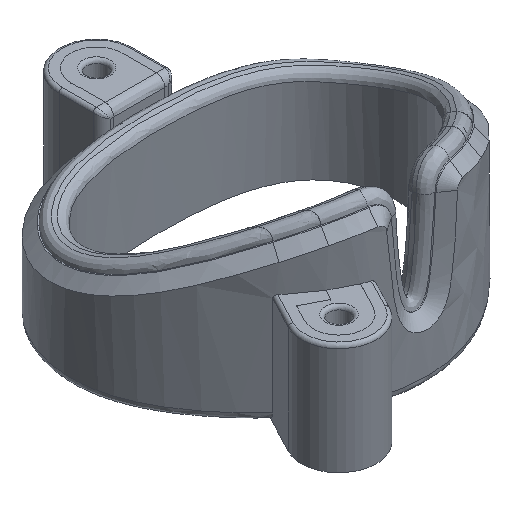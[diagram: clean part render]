
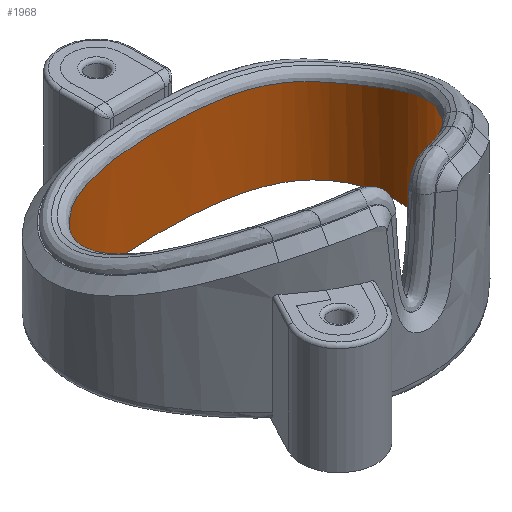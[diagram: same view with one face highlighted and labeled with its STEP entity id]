
A CAD part, isometric view. The second image highlights one B-rep face of the part: STEP entity #1968.
In plain terms, the highlighted free-form (B-spline) face has degree [3, 1] with [19, 2] control points.
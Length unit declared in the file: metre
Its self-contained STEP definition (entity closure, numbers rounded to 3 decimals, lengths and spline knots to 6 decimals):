
#246=B_SPLINE_CURVE_WITH_KNOTS('',3,(#4893,#4894,#4895,#4896,#4897,#4898,
#4899,#4900,#4901,#4902,#4903,#4904,#4905,#4906,#4907,#4908,#4909,#4910,
#4911,#4912,#4913,#4914,#4915,#4916,#4917,#4918,#4919),.UNSPECIFIED.,.F.,
 .F.,(4,1,1,1,1,1,1,1,1,1,1,1,1,1,1,1,1,1,1,1,1,1,1,1,4),(0.,0.004525,
0.006788,0.00905,0.011313,0.013575,
0.015838,0.018101,0.020363,0.022626,
0.024888,0.027151,0.031676,0.036201,
0.040726,0.045252,0.047514,0.049777,
0.052039,0.054302,0.056564,0.058827,
0.063352,0.067877,0.072402),.UNSPECIFIED.);
#247=B_SPLINE_CURVE_WITH_KNOTS('',3,(#4923,#4924,#4925,#4926,#4927,#4928,
#4929,#4930,#4931,#4932,#4933,#4934,#4935),.UNSPECIFIED.,.T.,.F.,(1,3,1,
1,1,1,1,1,1,1,1,3,1),(-0.121596,0.,0.121596,0.217986,
0.314376,0.413244,0.5,0.586756,0.685624,
0.782014,0.878404,1.,1.121596),.UNSPECIFIED.);
#690=ORIENTED_EDGE('',*,*,#1097,.F.);
#691=ORIENTED_EDGE('',*,*,#1098,.T.);
#692=ORIENTED_EDGE('',*,*,#1099,.T.);
#693=ORIENTED_EDGE('',*,*,#1100,.F.);
#1097=EDGE_CURVE('',#1322,#1323,#1459,.T.);
#1098=EDGE_CURVE('',#1322,#1324,#246,.T.);
#1099=EDGE_CURVE('',#1324,#1325,#1460,.T.);
#1100=EDGE_CURVE('',#1323,#1325,#247,.T.);
#1322=VERTEX_POINT('',#4891);
#1323=VERTEX_POINT('',#4892);
#1324=VERTEX_POINT('',#4920);
#1325=VERTEX_POINT('',#4922);
#1459=LINE('',#4890,#1565);
#1460=LINE('',#4921,#1566);
#1565=VECTOR('',#2388,1.);
#1566=VECTOR('',#2389,1.);
#1676=EDGE_LOOP('',(#690,#691,#692,#693));
#1805=FACE_BOUND('',#1676,.T.);
#1884=B_SPLINE_SURFACE_WITH_KNOTS('',3,1,((#4852,#4853),(#4854,#4855),(#4856,
#4857),(#4858,#4859),(#4860,#4861),(#4862,#4863),(#4864,#4865),(#4866,#4867),
(#4868,#4869),(#4870,#4871),(#4872,#4873),(#4874,#4875),(#4876,#4877),(#4878,
#4879),(#4880,#4881),(#4882,#4883),(#4884,#4885),(#4886,#4887),(#4888,#4889)),
 .SURF_OF_LINEAR_EXTRUSION.,.F.,.F.,.F.,(4,1,1,1,1,1,1,1,1,1,1,1,1,1,1,
1,4),(2,2),(0.654543,0.697726,0.740908,0.78409,
0.827272,0.870454,0.913636,0.956818,
1.,1.043182,1.086364,1.129546,1.172728,
1.21591,1.259092,1.302274,1.345457),(0.,
1.),.UNSPECIFIED.);
#1968=ADVANCED_FACE('',(#1805),#1884,.T.);
#2388=DIRECTION('',(0.,0.,-1.));
#2389=DIRECTION('',(0.,0.,-1.));
#4852=CARTESIAN_POINT('',(0.01171,-0.005789,0.016419));
#4853=CARTESIAN_POINT('',(0.01171,-0.005789,0.));
#4854=CARTESIAN_POINT('',(0.012657,-0.004778,0.016419));
#4855=CARTESIAN_POINT('',(0.012657,-0.004778,0.));
#4856=CARTESIAN_POINT('',(0.014428,-0.002604,0.016419));
#4857=CARTESIAN_POINT('',(0.014428,-0.002604,0.));
#4858=CARTESIAN_POINT('',(0.01647,0.000907,0.016419));
#4859=CARTESIAN_POINT('',(0.01647,0.000907,0.));
#4860=CARTESIAN_POINT('',(0.017391,0.004714,0.016419));
#4861=CARTESIAN_POINT('',(0.017391,0.004714,0.));
#4862=CARTESIAN_POINT('',(0.016733,0.008788,0.016419));
#4863=CARTESIAN_POINT('',(0.016733,0.008788,0.));
#4864=CARTESIAN_POINT('',(0.014503,0.012355,0.016419));
#4865=CARTESIAN_POINT('',(0.014503,0.012355,0.));
#4866=CARTESIAN_POINT('',(0.01063,0.014546,0.016419));
#4867=CARTESIAN_POINT('',(0.01063,0.014546,0.));
#4868=CARTESIAN_POINT('',(0.005598,0.01555,0.016419));
#4869=CARTESIAN_POINT('',(0.005598,0.01555,0.));
#4870=CARTESIAN_POINT('',(0.,0.01577,0.016419));
#4871=CARTESIAN_POINT('',(0.,0.01577,0.));
#4872=CARTESIAN_POINT('',(-0.005598,0.01555,0.016419));
#4873=CARTESIAN_POINT('',(-0.005598,0.01555,0.));
#4874=CARTESIAN_POINT('',(-0.01063,0.014546,0.016419));
#4875=CARTESIAN_POINT('',(-0.01063,0.014546,0.));
#4876=CARTESIAN_POINT('',(-0.014503,0.012355,0.016419));
#4877=CARTESIAN_POINT('',(-0.014503,0.012355,0.));
#4878=CARTESIAN_POINT('',(-0.016733,0.008788,0.016419));
#4879=CARTESIAN_POINT('',(-0.016733,0.008788,0.));
#4880=CARTESIAN_POINT('',(-0.017391,0.004714,0.016419));
#4881=CARTESIAN_POINT('',(-0.017391,0.004714,0.));
#4882=CARTESIAN_POINT('',(-0.01647,0.000907,0.016419));
#4883=CARTESIAN_POINT('',(-0.01647,0.000907,0.));
#4884=CARTESIAN_POINT('',(-0.014428,-0.002604,0.016419));
#4885=CARTESIAN_POINT('',(-0.014428,-0.002604,0.));
#4886=CARTESIAN_POINT('',(-0.012657,-0.004778,0.016419));
#4887=CARTESIAN_POINT('',(-0.012657,-0.004778,0.));
#4888=CARTESIAN_POINT('',(-0.01171,-0.005789,0.016419));
#4889=CARTESIAN_POINT('',(-0.01171,-0.005789,0.));
#4890=CARTESIAN_POINT('',(0.01171,-0.005789,0.022));
#4891=CARTESIAN_POINT('',(0.01171,-0.005789,0.016321));
#4892=CARTESIAN_POINT('',(0.01171,-0.005789,0.));
#4893=CARTESIAN_POINT('',(0.01171,-0.005789,0.016321));
#4894=CARTESIAN_POINT('',(0.012674,-0.004759,0.015747));
#4895=CARTESIAN_POINT('',(0.013993,-0.003136,0.014862));
#4896=CARTESIAN_POINT('',(0.015481,-0.000802,0.01367));
#4897=CARTESIAN_POINT('',(0.016401,0.001103,0.012768));
#4898=CARTESIAN_POINT('',(0.017014,0.003129,0.011905));
#4899=CARTESIAN_POINT('',(0.01721,0.00529,0.011106));
#4900=CARTESIAN_POINT('',(0.016933,0.007465,0.010469));
#4901=CARTESIAN_POINT('',(0.016179,0.009604,0.010033));
#4902=CARTESIAN_POINT('',(0.014909,0.011557,0.009912));
#4903=CARTESIAN_POINT('',(0.013192,0.013087,0.010064));
#4904=CARTESIAN_POINT('',(0.011161,0.014138,0.010226));
#4905=CARTESIAN_POINT('',(0.008241,0.015073,0.010376));
#4906=CARTESIAN_POINT('',(0.004514,0.015604,0.01046));
#4907=CARTESIAN_POINT('',(-0.00003,0.015744,0.010481));
#4908=CARTESIAN_POINT('',(-0.004563,0.015601,0.01046));
#4909=CARTESIAN_POINT('',(-0.008323,0.015055,0.010373));
#4910=CARTESIAN_POINT('',(-0.011215,0.014115,0.010223));
#4911=CARTESIAN_POINT('',(-0.013246,0.013052,0.010059));
#4912=CARTESIAN_POINT('',(-0.014949,0.011506,0.009912));
#4913=CARTESIAN_POINT('',(-0.016185,0.009585,0.010038));
#4914=CARTESIAN_POINT('',(-0.016937,0.007451,0.010472));
#4915=CARTESIAN_POINT('',(-0.017304,0.004527,0.011333));
#4916=CARTESIAN_POINT('',(-0.016554,0.001028,0.012758));
#4917=CARTESIAN_POINT('',(-0.014429,-0.002601,0.014569));
#4918=CARTESIAN_POINT('',(-0.012673,-0.004761,0.015748));
#4919=CARTESIAN_POINT('',(-0.01171,-0.005789,0.016321));
#4920=CARTESIAN_POINT('',(-0.01171,-0.005789,0.016321));
#4921=CARTESIAN_POINT('',(-0.01171,-0.005789,0.022));
#4922=CARTESIAN_POINT('',(-0.01171,-0.005789,0.));
#4923=CARTESIAN_POINT('',(0.,0.015697,0.));
#4924=CARTESIAN_POINT('',(-0.005255,0.015697,0.));
#4925=CARTESIAN_POINT('',(-0.014676,0.014667,0.));
#4926=CARTESIAN_POINT('',(-0.018421,0.004325,0.));
#4927=CARTESIAN_POINT('',(-0.014023,-0.003793,0.));
#4928=CARTESIAN_POINT('',(-0.007292,-0.010311,0.));
#4929=CARTESIAN_POINT('',(0.,-0.01235,0.));
#4930=CARTESIAN_POINT('',(0.007292,-0.010311,0.));
#4931=CARTESIAN_POINT('',(0.014023,-0.003793,0.));
#4932=CARTESIAN_POINT('',(0.018421,0.004325,0.));
#4933=CARTESIAN_POINT('',(0.014676,0.014667,0.));
#4934=CARTESIAN_POINT('',(0.005255,0.015697,0.));
#4935=CARTESIAN_POINT('',(0.,0.015697,0.));
